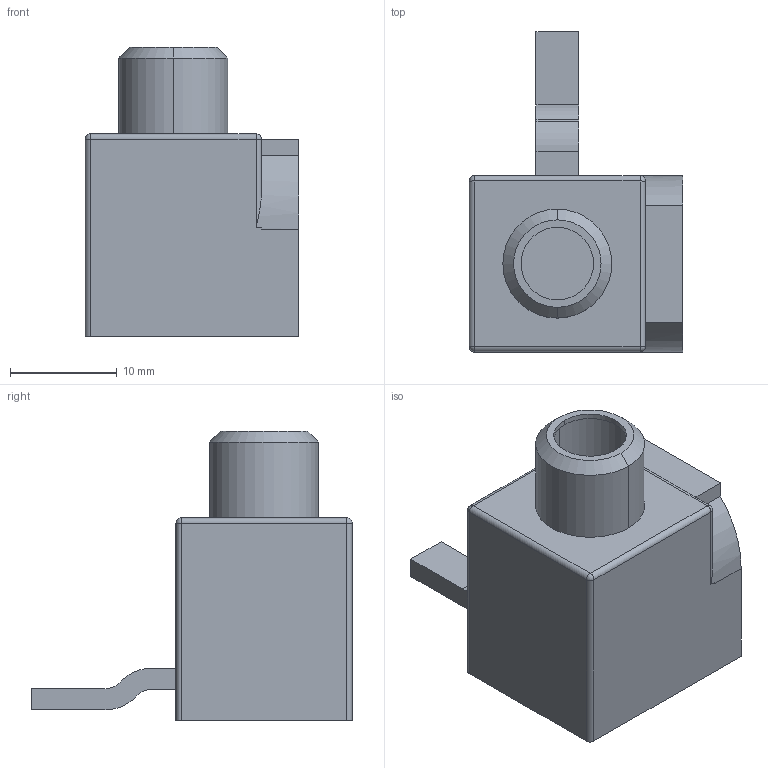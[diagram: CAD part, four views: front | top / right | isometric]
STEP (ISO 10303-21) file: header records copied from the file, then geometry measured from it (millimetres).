
FILE_DESCRIPTION(('STEP AP214'),'1');
FILE_NAME('cctmp_9E710A9A-867F-4300-A52A-25D1836279FB_2023_07_24_20_23_16_0342..stp','2023-07-24T18:23:16',('SIEMENS A&D'),('CADClick - www.CADClick.com'),'Spatial InterOp 3D postprocessed',' ','unknown authorization');
FILE_SCHEMA(('AUTOMOTIVE_DESIGN'));
Length unit declared in the file: millimetre
Products named in the file (1): 2023_07_24_20_23_16_0342
Bounding box: 20 x 30 x 27.1 mm (x, y, z)
Volume: 5499.4 mm3; surface area: 2844.5 mm2
Topology: 1 solids, 1 shells, 59 faces, 142 edges, 90 vertices
Faces by surface type: plane 27, cylinder 24, sphere 4, cone 4
Entity records: 1927 total; most frequent: CARTESIAN_POINT 310, DIRECTION 306, ORIENTED_EDGE 284, EDGE_CURVE 142, AXIS2_PLACEMENT_3D 110, VERTEX_POINT 90, LINE 86, VECTOR 86
